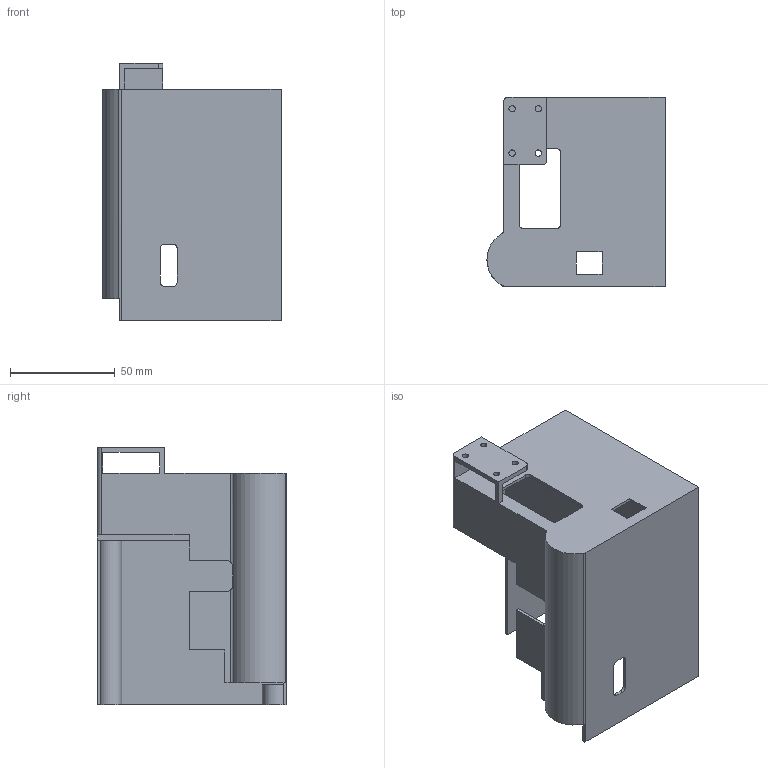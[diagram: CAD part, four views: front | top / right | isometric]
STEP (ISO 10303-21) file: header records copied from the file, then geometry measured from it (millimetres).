
FILE_DESCRIPTION(/* description */ ('','CAx-IF Rec.Pracs.---Representation and Presentation of Product Manufacturing Information (PMI)---4.0---2014-10-13'),/* implementation_level */ '2;1');
FILE_NAME(/* name */ 'camera-side case v23.step',/* time_stamp */ '2025-03-21T04:34:17Z',/* author */ (''),/* organization */ (''),/* preprocessor_version */ 'ST-DEVELOPER v20',/* originating_system */ 'Autodesk Translation Framework v13.20.0.188',/* authorisation */ '');
FILE_SCHEMA (('AP242_MANAGED_MODEL_BASED_3D_ENGINEERING_MIM_LF { 1 0 10303 442 1 1 4 }'));
Length unit declared in the file: millimetre
Products named in the file (1): camera-side case
Bounding box: 85 x 90.2 x 123 mm (x, y, z)
Volume: 68942.3 mm3; surface area: 79219.6 mm2
Topology: 1 solids, 1 shells, 81 faces, 233 edges, 155 vertices
Faces by surface type: plane 56, cylinder 25
Full cylindrical faces by diameter (mm): 3 x4, 4.6 x2
Entity records: 2727 total; most frequent: CARTESIAN_POINT 484, ORIENTED_EDGE 466, DIRECTION 448, EDGE_CURVE 233, LINE 178, VECTOR 178, VERTEX_POINT 155, AXIS2_PLACEMENT_3D 135
